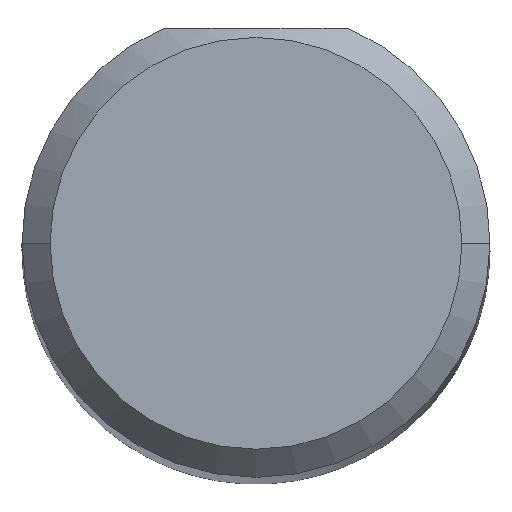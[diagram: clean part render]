
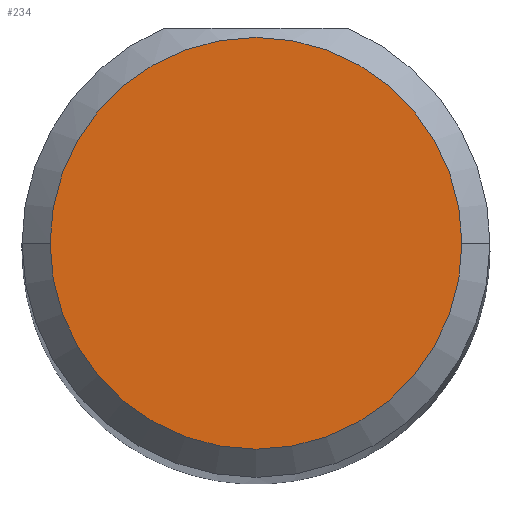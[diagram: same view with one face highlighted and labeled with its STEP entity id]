
A CAD part, top view. The second image highlights one B-rep face of the part: STEP entity #234.
In plain terms, the highlighted planar face has unit normal (0, 0, 1).
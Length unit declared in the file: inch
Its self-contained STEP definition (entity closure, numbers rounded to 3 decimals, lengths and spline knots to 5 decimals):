
#99 = AXIS2_PLACEMENT_3D ( 'NONE', #222, #219, #394 ) ;
#143 = EDGE_CURVE ( 'NONE', #271, #459, #351, .T. ) ;
#172 = FACE_OUTER_BOUND ( 'NONE', #587, .T. ) ;
#192 = ORIENTED_EDGE ( 'NONE', *, *, #143, .T. ) ;
#211 = DIRECTION ( 'NONE',  ( 0., 0., 1. ) ) ;
#219 = DIRECTION ( 'NONE',  ( 0., 0., 1. ) ) ;
#222 = CARTESIAN_POINT ( 'NONE',  ( 0., 0., 2.5 ) ) ;
#234 = ADVANCED_FACE ( 'NONE', ( #172 ), #621, .T. ) ;
#268 = CARTESIAN_POINT ( 'NONE',  ( 0.11, 0., 2.5 ) ) ;
#271 = VERTEX_POINT ( 'NONE', #287 ) ;
#287 = CARTESIAN_POINT ( 'NONE',  ( -0.11, 0., 2.5 ) ) ;
#351 = CIRCLE ( 'NONE', #624, 0.11 ) ;
#374 = ORIENTED_EDGE ( 'NONE', *, *, #450, .T. ) ;
#394 = DIRECTION ( 'NONE',  ( 1., 0., 0. ) ) ;
#450 = EDGE_CURVE ( 'NONE', #459, #271, #663, .T. ) ;
#459 = VERTEX_POINT ( 'NONE', #268 ) ;
#496 = DIRECTION ( 'NONE',  ( 1., 0., 0. ) ) ;
#516 = AXIS2_PLACEMENT_3D ( 'NONE', #722, #211, #496 ) ;
#553 = DIRECTION ( 'NONE',  ( 0., 0., 1. ) ) ;
#556 = DIRECTION ( 'NONE',  ( 1., 0., 0. ) ) ;
#587 = EDGE_LOOP ( 'NONE', ( #192, #374 ) ) ;
#621 = PLANE ( 'NONE',  #99 ) ;
#624 = AXIS2_PLACEMENT_3D ( 'NONE', #656, #553, #556 ) ;
#656 = CARTESIAN_POINT ( 'NONE',  ( 0., 0., 2.5 ) ) ;
#663 = CIRCLE ( 'NONE', #516, 0.11 ) ;
#722 = CARTESIAN_POINT ( 'NONE',  ( 0., 0., 2.5 ) ) ;
